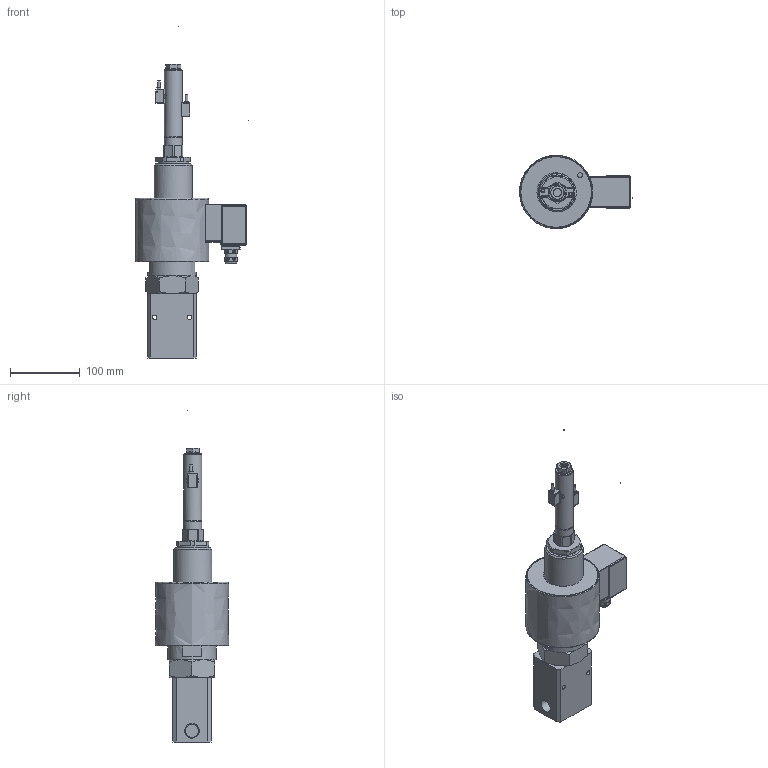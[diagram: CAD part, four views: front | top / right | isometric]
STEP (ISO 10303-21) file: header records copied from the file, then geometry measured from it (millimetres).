
FILE_DESCRIPTION ((), '1');
FILE_NAME ('1-041-23-0804-272-NO-B0.stp', '2024-03-15T22:07:02', ('Unknown'), ('Unknown'), 'HarmonyWare STEP v2.1.4', 'HarmonyWare Translators', '');
FILE_SCHEMA (('CONFIG_CONTROL_DESIGN'));
Length unit declared in the file: millimetre
Products named in the file (20): Volumenkörper2; 46241_p1; BAND
Assembly tree (19 placements, depth 2):
  (unnamed)
    (unnamed)
    (unnamed)
    (unnamed)
    (unnamed)
    (unnamed)
    Volumenkörper2
    Volumenkörper2
    Volumenkörper2
    Volumenkörper2
    Volumenkörper2
    Volumenkörper2
    Volumenkörper2
    Volumenkörper2
    (unnamed)
    46241_p1
    BAND
    46241_p1
    BAND
    Volumenkörper2
Bounding box: 162.25 x 105.08 x 476.83 mm (x, y, z)
Volume: 7456.3 mm3; surface area: 129890.3 mm2
Topology: 4 solids, 19 shells, 493 faces, 1314 edges, 850 vertices
Faces by surface type: bspline 493
Entity records: 21533 total; most frequent: CARTESIAN_POINT 11342, ORIENTED_EDGE 2579, EDGE_CURVE 1310, VERTEX_POINT 850, B_SPLINE_CURVE_WITH_KNOTS 765, EDGE_LOOP 529, FACE_OUTER_BOUND 493, ADVANCED_FACE 493
